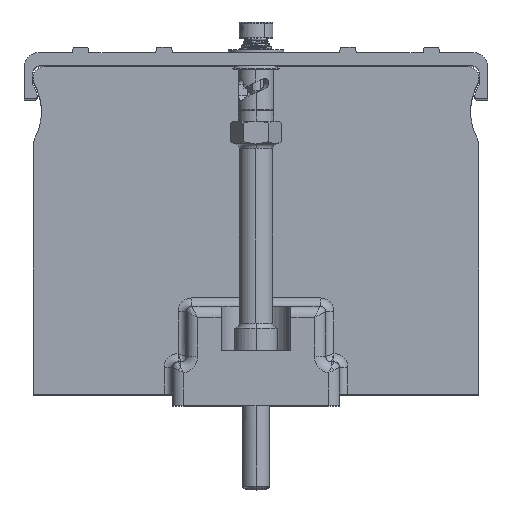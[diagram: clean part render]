
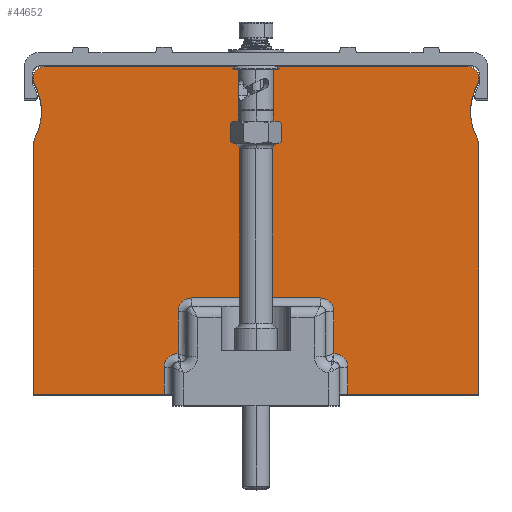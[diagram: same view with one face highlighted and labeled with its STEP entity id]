
A CAD part, top view. The second image highlights one B-rep face of the part: STEP entity #44652.
In plain terms, the highlighted planar face has unit normal (0, 0, 1).
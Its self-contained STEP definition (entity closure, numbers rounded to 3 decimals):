
#12557=CARTESIAN_POINT('',(-48.5,52.8,96.));
#12558=DIRECTION('',(0.,0.,-1.));
#12559=DIRECTION('',(0.857,0.515,0.));
#12560=AXIS2_PLACEMENT_3D('',#12557,#12558,#12559);
#12562=CARTESIAN_POINT('',(-39.5,58.208,96.));
#12563=DIRECTION('',(0.,0.,-1.));
#12564=DIRECTION('',(-0.857,-0.515,0.));
#12565=AXIS2_PLACEMENT_3D('',#12562,#12563,#12564);
#12567=DIRECTION('',(0.,1.,0.));
#12568=VECTOR('',#12567,0.592);
#12569=CARTESIAN_POINT('',(-40.,58.208,96.));
#12570=LINE('',#12569,#12568);
#12571=CARTESIAN_POINT('',(-38.,58.8,96.));
#12572=DIRECTION('',(0.,0.,-1.));
#12573=DIRECTION('',(-1.,0.,0.));
#12574=AXIS2_PLACEMENT_3D('',#12571,#12572,#12573);
#12576=DIRECTION('',(1.,0.,0.));
#12577=VECTOR('',#12576,76.);
#12578=CARTESIAN_POINT('',(-38.,60.8,96.));
#12579=LINE('',#12578,#12577);
#12580=CARTESIAN_POINT('',(38.,58.8,96.));
#12581=DIRECTION('',(0.,0.,-1.));
#12582=DIRECTION('',(0.,1.,0.));
#12583=AXIS2_PLACEMENT_3D('',#12580,#12581,#12582);
#12585=DIRECTION('',(0.,-1.,0.));
#12586=VECTOR('',#12585,0.592);
#12587=CARTESIAN_POINT('',(40.,58.8,96.));
#12588=LINE('',#12587,#12586);
#12589=CARTESIAN_POINT('',(39.5,58.208,96.));
#12590=DIRECTION('',(0.,0.,1.));
#12591=DIRECTION('',(0.857,-0.515,0.));
#12592=AXIS2_PLACEMENT_3D('',#12589,#12590,#12591);
#12594=CARTESIAN_POINT('',(48.5,52.8,96.));
#12595=DIRECTION('',(0.,0.,1.));
#12596=DIRECTION('',(-0.857,0.515,0.));
#12597=AXIS2_PLACEMENT_3D('',#12594,#12595,#12596);
#12599=CARTESIAN_POINT('',(35.,46.262,96.));
#12600=DIRECTION('',(0.,0.,1.));
#12601=DIRECTION('',(1.,0.,0.));
#12602=AXIS2_PLACEMENT_3D('',#12599,#12600,#12601);
#12604=DIRECTION('',(0.,-1.,0.));
#12605=VECTOR('',#12604,44.262);
#12606=CARTESIAN_POINT('',(40.,46.262,96.));
#12607=LINE('',#12606,#12605);
#12608=DIRECTION('',(-1.,0.,0.));
#12609=VECTOR('',#12608,23.5);
#12610=CARTESIAN_POINT('',(40.,2.,96.));
#12611=LINE('',#12610,#12609);
#12612=DIRECTION('',(0.,1.,0.));
#12613=VECTOR('',#12612,4.8);
#12614=CARTESIAN_POINT('',(16.5,2.,96.));
#12615=LINE('',#12614,#12613);
#12616=CARTESIAN_POINT('',(14.,6.8,96.));
#12617=DIRECTION('',(0.,0.,1.));
#12618=DIRECTION('',(1.,0.,0.));
#12619=AXIS2_PLACEMENT_3D('',#12616,#12617,#12618);
#12621=DIRECTION('',(0.,1.,0.));
#12622=VECTOR('',#12621,7.5);
#12623=CARTESIAN_POINT('',(14.,9.3,96.));
#12624=LINE('',#12623,#12622);
#12625=CARTESIAN_POINT('',(11.5,16.8,96.));
#12626=DIRECTION('',(0.,0.,1.));
#12627=DIRECTION('',(1.,0.,0.));
#12628=AXIS2_PLACEMENT_3D('',#12625,#12626,#12627);
#12630=DIRECTION('',(-1.,0.,0.));
#12631=VECTOR('',#12630,23.);
#12632=CARTESIAN_POINT('',(11.5,19.3,96.));
#12633=LINE('',#12632,#12631);
#12634=CARTESIAN_POINT('',(-11.5,16.8,96.));
#12635=DIRECTION('',(0.,0.,1.));
#12636=DIRECTION('',(0.,1.,0.));
#12637=AXIS2_PLACEMENT_3D('',#12634,#12635,#12636);
#12639=DIRECTION('',(0.,-1.,0.));
#12640=VECTOR('',#12639,7.5);
#12641=CARTESIAN_POINT('',(-14.,16.8,96.));
#12642=LINE('',#12641,#12640);
#12643=CARTESIAN_POINT('',(-14.,6.8,96.));
#12644=DIRECTION('',(0.,0.,1.));
#12645=DIRECTION('',(0.,1.,0.));
#12646=AXIS2_PLACEMENT_3D('',#12643,#12644,#12645);
#12648=DIRECTION('',(0.,-1.,0.));
#12649=VECTOR('',#12648,4.8);
#12650=CARTESIAN_POINT('',(-16.5,6.8,96.));
#12651=LINE('',#12650,#12649);
#12652=DIRECTION('',(-1.,0.,0.));
#12653=VECTOR('',#12652,23.5);
#12654=CARTESIAN_POINT('',(-16.5,2.,96.));
#12655=LINE('',#12654,#12653);
#12656=DIRECTION('',(0.,1.,0.));
#12657=VECTOR('',#12656,44.262);
#12658=CARTESIAN_POINT('',(-40.,2.,96.));
#12659=LINE('',#12658,#12657);
#12660=CARTESIAN_POINT('',(-35.,46.262,96.));
#12661=DIRECTION('',(0.,0.,-1.));
#12662=DIRECTION('',(-1.,0.,0.));
#12663=AXIS2_PLACEMENT_3D('',#12660,#12661,#12662);
#34808=CARTESIAN_POINT('',(-38.,60.8,96.));
#34809=CARTESIAN_POINT('',(38.,60.8,96.));
#34810=VERTEX_POINT('',#34808);
#34811=VERTEX_POINT('',#34809);
#34816=CARTESIAN_POINT('',(40.,2.,96.));
#34818=VERTEX_POINT('',#34816);
#34820=CARTESIAN_POINT('',(-40.,2.,96.));
#34822=VERTEX_POINT('',#34820);
#34888=CARTESIAN_POINT('',(-40.,58.8,96.));
#34889=VERTEX_POINT('',#34888);
#34890=CARTESIAN_POINT('',(40.,58.8,96.));
#34891=VERTEX_POINT('',#34890);
#35244=CARTESIAN_POINT('',(16.5,2.,96.));
#35245=CARTESIAN_POINT('',(16.5,6.8,96.));
#35246=VERTEX_POINT('',#35244);
#35247=VERTEX_POINT('',#35245);
#35248=CARTESIAN_POINT('',(14.,9.3,96.));
#35249=VERTEX_POINT('',#35248);
#35253=CARTESIAN_POINT('',(-14.,16.8,96.));
#35254=CARTESIAN_POINT('',(-14.,9.3,96.));
#35255=VERTEX_POINT('',#35253);
#35256=VERTEX_POINT('',#35254);
#35259=CARTESIAN_POINT('',(-11.5,19.3,96.));
#35260=VERTEX_POINT('',#35259);
#35263=CARTESIAN_POINT('',(11.5,19.3,96.));
#35264=VERTEX_POINT('',#35263);
#35267=CARTESIAN_POINT('',(14.,16.8,96.));
#35268=VERTEX_POINT('',#35267);
#35272=CARTESIAN_POINT('',(-16.5,6.8,96.));
#35273=CARTESIAN_POINT('',(-16.5,2.,96.));
#35274=VERTEX_POINT('',#35272);
#35275=VERTEX_POINT('',#35273);
#35283=CARTESIAN_POINT('',(39.929,57.951,96.));
#35284=CARTESIAN_POINT('',(39.5,48.441,96.));
#35285=VERTEX_POINT('',#35283);
#35286=VERTEX_POINT('',#35284);
#35319=CARTESIAN_POINT('',(40.,58.208,96.));
#35320=VERTEX_POINT('',#35319);
#35321=CARTESIAN_POINT('',(40.,46.262,96.));
#35322=VERTEX_POINT('',#35321);
#35367=CARTESIAN_POINT('',(-39.929,57.951,96.));
#35368=CARTESIAN_POINT('',(-39.5,48.441,96.));
#35369=VERTEX_POINT('',#35367);
#35370=VERTEX_POINT('',#35368);
#35403=CARTESIAN_POINT('',(-40.,46.262,96.));
#35404=VERTEX_POINT('',#35403);
#35405=CARTESIAN_POINT('',(-40.,58.208,96.));
#35406=VERTEX_POINT('',#35405);
#44598=CARTESIAN_POINT('',(0.,0.,96.));
#44599=DIRECTION('',(0.,0.,1.));
#44600=DIRECTION('',(1.,0.,0.));
#44601=AXIS2_PLACEMENT_3D('',#44598,#44599,#44600);
#44602=PLANE('',#44601);
#44604=ORIENTED_EDGE('',*,*,#44603,.F.);
#44606=ORIENTED_EDGE('',*,*,#44605,.T.);
#44608=ORIENTED_EDGE('',*,*,#44607,.T.);
#44610=ORIENTED_EDGE('',*,*,#44609,.T.);
#44612=ORIENTED_EDGE('',*,*,#44611,.T.);
#44614=ORIENTED_EDGE('',*,*,#44613,.T.);
#44616=ORIENTED_EDGE('',*,*,#44615,.T.);
#44618=ORIENTED_EDGE('',*,*,#44617,.F.);
#44620=ORIENTED_EDGE('',*,*,#44619,.T.);
#44622=ORIENTED_EDGE('',*,*,#44621,.F.);
#44624=ORIENTED_EDGE('',*,*,#44623,.T.);
#44626=ORIENTED_EDGE('',*,*,#44625,.T.);
#44628=ORIENTED_EDGE('',*,*,#44627,.T.);
#44630=ORIENTED_EDGE('',*,*,#44629,.T.);
#44632=ORIENTED_EDGE('',*,*,#44631,.T.);
#44634=ORIENTED_EDGE('',*,*,#44633,.T.);
#44636=ORIENTED_EDGE('',*,*,#44635,.T.);
#44638=ORIENTED_EDGE('',*,*,#44637,.T.);
#44640=ORIENTED_EDGE('',*,*,#44639,.T.);
#44641=ORIENTED_EDGE('',*,*,#44588,.T.);
#44643=ORIENTED_EDGE('',*,*,#44642,.T.);
#44645=ORIENTED_EDGE('',*,*,#44644,.T.);
#44647=ORIENTED_EDGE('',*,*,#44646,.T.);
#44649=ORIENTED_EDGE('',*,*,#44648,.T.);
#44650=EDGE_LOOP('',(#44604,#44606,#44608,#44610,#44612,#44614,#44616,#44618,
#44620,#44622,#44624,#44626,#44628,#44630,#44632,#44634,#44636,#44638,#44640,
#44641,#44643,#44645,#44647,#44649));
#44651=FACE_OUTER_BOUND('',#44650,.F.);
#44652=ADVANCED_FACE('',(#44651),#44602,.T.);
#12561=CIRCLE('',#12560,10.);
#12566=CIRCLE('',#12565,0.5);
#12575=CIRCLE('',#12574,2.);
#12584=CIRCLE('',#12583,2.);
#12593=CIRCLE('',#12592,0.5);
#12598=CIRCLE('',#12597,10.);
#12603=CIRCLE('',#12602,5.);
#12620=CIRCLE('',#12619,2.5);
#12629=CIRCLE('',#12628,2.5);
#12638=CIRCLE('',#12637,2.5);
#12647=CIRCLE('',#12646,2.5);
#12664=CIRCLE('',#12663,5.);
#44588=EDGE_CURVE('',#35256,#35274,#12647,.T.);
#44603=EDGE_CURVE('',#35369,#35370,#12561,.T.);
#44605=EDGE_CURVE('',#35369,#35406,#12566,.T.);
#44607=EDGE_CURVE('',#35406,#34889,#12570,.T.);
#44609=EDGE_CURVE('',#34889,#34810,#12575,.T.);
#44611=EDGE_CURVE('',#34810,#34811,#12579,.T.);
#44613=EDGE_CURVE('',#34811,#34891,#12584,.T.);
#44615=EDGE_CURVE('',#34891,#35320,#12588,.T.);
#44617=EDGE_CURVE('',#35285,#35320,#12593,.T.);
#44619=EDGE_CURVE('',#35285,#35286,#12598,.T.);
#44621=EDGE_CURVE('',#35322,#35286,#12603,.T.);
#44623=EDGE_CURVE('',#35322,#34818,#12607,.T.);
#44625=EDGE_CURVE('',#34818,#35246,#12611,.T.);
#44627=EDGE_CURVE('',#35246,#35247,#12615,.T.);
#44629=EDGE_CURVE('',#35247,#35249,#12620,.T.);
#44631=EDGE_CURVE('',#35249,#35268,#12624,.T.);
#44633=EDGE_CURVE('',#35268,#35264,#12629,.T.);
#44635=EDGE_CURVE('',#35264,#35260,#12633,.T.);
#44637=EDGE_CURVE('',#35260,#35255,#12638,.T.);
#44639=EDGE_CURVE('',#35255,#35256,#12642,.T.);
#44642=EDGE_CURVE('',#35274,#35275,#12651,.T.);
#44644=EDGE_CURVE('',#35275,#34822,#12655,.T.);
#44646=EDGE_CURVE('',#34822,#35404,#12659,.T.);
#44648=EDGE_CURVE('',#35404,#35370,#12664,.T.);
